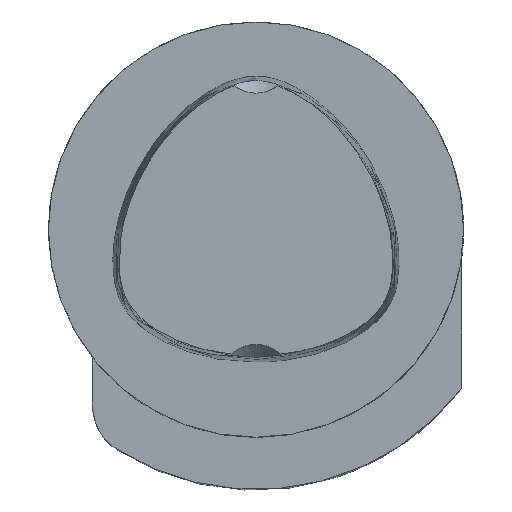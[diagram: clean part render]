
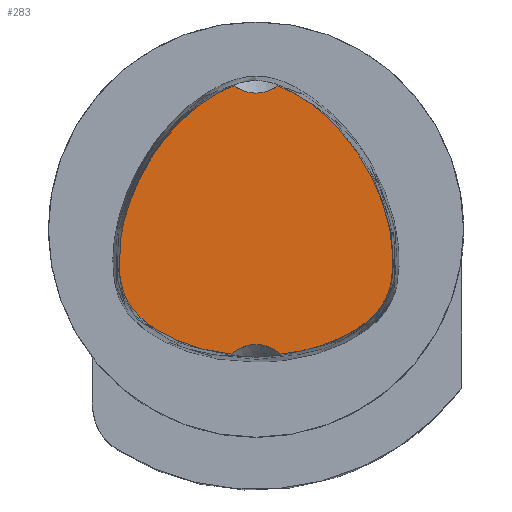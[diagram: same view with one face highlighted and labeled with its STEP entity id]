
A CAD part, top view. The second image highlights one B-rep face of the part: STEP entity #283.
In plain terms, the highlighted planar face has unit normal (0, 0, 1).
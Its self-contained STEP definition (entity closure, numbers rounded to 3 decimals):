
#171=EDGE_CURVE('240[2]',#349,#379,#411,.T.);
#197=EDGE_CURVE('240[2]',#445,#372,#446,.T.);
#211=EDGE_CURVE('240[2]',#349,#372,#463,.T.);
#257=EDGE_CURVE('240[2]',#445,#379,#521,.T.);
#283=ADVANCED_FACE('240[2]',(#550),#551,.T.);
#349=VERTEX_POINT('',#635);
#372=VERTEX_POINT('',#692);
#379=VERTEX_POINT('',#757);
#411=B_SPLINE_CURVE_WITH_KNOTS('',3,(#1778,#1779,#1780,#1781,#1782,#1783,#1784,#1785,#1786,#1787,#1788,#1789,#1790,#1791,#1792,#1793,#1794,#1795,#1796,#1797,#1798,#1799,#1800,#1801),.UNSPECIFIED.,.F.,.F.,(4,1,1,1,1,1,1,1,1,1,1,1,1,1,1,1,1,1,1,1,1,4),(0.026,0.047,0.069,0.091,0.112,0.133,0.153,0.173,0.194,0.214,0.235,0.257,0.279,0.302,0.326,0.349,0.372,0.395,0.417,0.439,0.46,0.471),.UNSPECIFIED.);
#445=VERTEX_POINT('',#1850);
#446=B_SPLINE_CURVE_WITH_KNOTS('',3,(#1851,#1852,#1853,#1854,#1855,#1856,#1857,#1858,#1859,#1860,#1861,#1862,#1863,#1864,#1865,#1866,#1867,#1868,#1869,#1870,#1871,#1872,#1873,#1874),.UNSPECIFIED.,.F.,.F.,(4,1,1,1,1,1,1,1,1,1,1,1,1,1,1,1,1,1,1,1,1,4),(0.529,0.54,0.561,0.583,0.605,0.628,0.651,0.674,0.698,0.722,0.743,0.765,0.786,0.806,0.827,0.847,0.867,0.888,0.909,0.931,0.953,0.974),.UNSPECIFIED.);
#463=CIRCLE('',#1902,7.0);
#521=CIRCLE('',#2039,7.0);
#550=FACE_OUTER_BOUND('',#2082,.T.);
#551=PLANE('',#2083);
#635=CARTESIAN_POINT('',(4.191,27.603,48.0));
#692=CARTESIAN_POINT('',(-4.194,27.606,48.0));
#757=CARTESIAN_POINT('',(4.751,-24.059,48.0));
#1778=CARTESIAN_POINT('',(4.191,27.603,48.0));
#1779=CARTESIAN_POINT('',(5.282,27.225,48.0));
#1780=CARTESIAN_POINT('',(7.47,26.232,48.0));
#1781=CARTESIAN_POINT('',(10.522,24.282,48.0));
#1782=CARTESIAN_POINT('',(13.335,21.981,48.0));
#1783=CARTESIAN_POINT('',(15.829,19.493,48.0));
#1784=CARTESIAN_POINT('',(18.034,16.864,48.0));
#1785=CARTESIAN_POINT('',(19.981,14.112,48.0));
#1786=CARTESIAN_POINT('',(21.693,11.237,48.0));
#1787=CARTESIAN_POINT('',(23.177,8.224,48.0));
#1788=CARTESIAN_POINT('',(24.432,5.056,48.0));
#1789=CARTESIAN_POINT('',(25.434,1.713,48.0));
#1790=CARTESIAN_POINT('',(26.135,-1.814,48.0));
#1791=CARTESIAN_POINT('',(26.457,-5.515,48.0));
#1792=CARTESIAN_POINT('',(26.264,-9.319,48.0));
#1793=CARTESIAN_POINT('',(25.367,-13.117,48.0));
#1794=CARTESIAN_POINT('',(23.165,-16.394,48.0));
#1795=CARTESIAN_POINT('',(20.166,-18.834,48.0));
#1796=CARTESIAN_POINT('',(16.892,-20.729,48.0));
#1797=CARTESIAN_POINT('',(13.503,-22.151,48.0));
#1798=CARTESIAN_POINT('',(10.105,-23.205,48.0));
#1799=CARTESIAN_POINT('',(7.179,-23.798,48.0));
#1800=CARTESIAN_POINT('',(5.395,-23.997,48.0));
#1801=CARTESIAN_POINT('',(4.751,-24.059,48.0));
#1850=CARTESIAN_POINT('',(-4.751,-24.059,48.0));
#1851=CARTESIAN_POINT('',(-4.751,-24.059,48.));
#1852=CARTESIAN_POINT('',(-5.395,-23.997,48.0));
#1853=CARTESIAN_POINT('',(-7.179,-23.798,48.0));
#1854=CARTESIAN_POINT('',(-10.105,-23.205,48.0));
#1855=CARTESIAN_POINT('',(-13.503,-22.15,48.0));
#1856=CARTESIAN_POINT('',(-16.892,-20.73,48.0));
#1857=CARTESIAN_POINT('',(-20.165,-18.834,48.0));
#1858=CARTESIAN_POINT('',(-23.168,-16.394,48.0));
#1859=CARTESIAN_POINT('',(-25.36,-13.109,48.0));
#1860=CARTESIAN_POINT('',(-26.321,-9.272,48.0));
#1861=CARTESIAN_POINT('',(-26.4,-5.462,48.0));
#1862=CARTESIAN_POINT('',(-26.14,-1.767,48.0));
#1863=CARTESIAN_POINT('',(-25.43,1.713,48.0));
#1864=CARTESIAN_POINT('',(-24.433,5.056,48.0));
#1865=CARTESIAN_POINT('',(-23.177,8.224,48.0));
#1866=CARTESIAN_POINT('',(-21.692,11.236,48.0));
#1867=CARTESIAN_POINT('',(-19.981,14.112,48.0));
#1868=CARTESIAN_POINT('',(-18.034,16.864,48.0));
#1869=CARTESIAN_POINT('',(-15.829,19.493,48.0));
#1870=CARTESIAN_POINT('',(-13.336,21.981,48.0));
#1871=CARTESIAN_POINT('',(-10.522,24.284,48.0));
#1872=CARTESIAN_POINT('',(-7.471,26.226,48.0));
#1873=CARTESIAN_POINT('',(-5.284,27.236,48.0));
#1874=CARTESIAN_POINT('',(-4.194,27.606,48.0));
#1902=AXIS2_PLACEMENT_3D('',#2249,#2250,#2251);
#2039=AXIS2_PLACEMENT_3D('',#2331,#2332,#2333);
#2082=EDGE_LOOP('',(#2378,#2379,#2380,#2381));
#2083=AXIS2_PLACEMENT_3D('',#2382,#2383,#2384);
#2249=CARTESIAN_POINT('',(0.0,33.21,48.0));
#2250=DIRECTION('',(0.0,0.0,-1.0));
#2251=DIRECTION('',(1.0,0.0,0.0));
#2331=CARTESIAN_POINT('',(0.0,-29.2,48.0));
#2332=DIRECTION('',(0.0,0.0,-1.0));
#2333=DIRECTION('',(1.0,0.0,0.0));
#2378=ORIENTED_EDGE('',*,*,#211,.T.);
#2379=ORIENTED_EDGE('',*,*,#197,.F.);
#2380=ORIENTED_EDGE('',*,*,#257,.T.);
#2381=ORIENTED_EDGE('',*,*,#171,.F.);
#2382=CARTESIAN_POINT('',(-0.002,2.615,48.0));
#2383=DIRECTION('',(0.0,0.0,1.0));
#2384=DIRECTION('',(1.0,-0.0,0.0));
